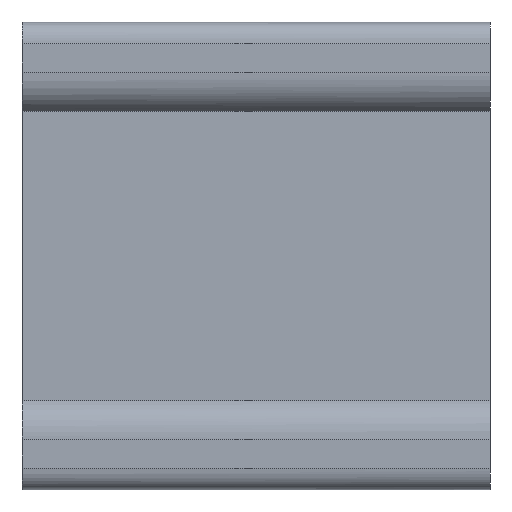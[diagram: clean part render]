
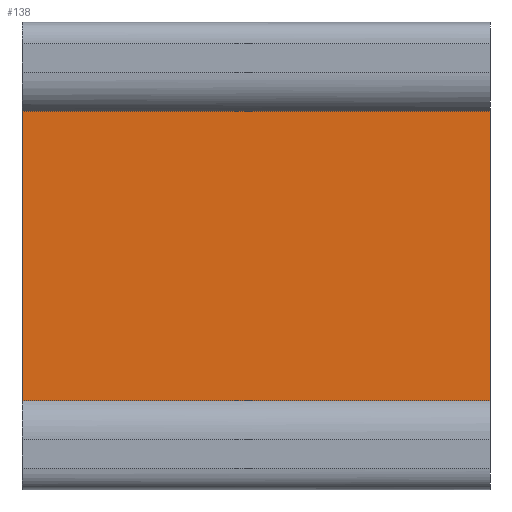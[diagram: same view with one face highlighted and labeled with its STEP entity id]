
A CAD part, top view. The second image highlights one B-rep face of the part: STEP entity #138.
In plain terms, the highlighted planar face has unit normal (0, 0, 1).
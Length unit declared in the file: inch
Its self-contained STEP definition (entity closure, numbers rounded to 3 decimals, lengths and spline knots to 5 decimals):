
#138=ADVANCED_FACE('',(#317),#318,.T.);
#317=FACE_OUTER_BOUND('',#592,.T.);
#318=PLANE('',#593);
#592=EDGE_LOOP('',(#986,#987,#988,#989));
#593=AXIS2_PLACEMENT_3D('',#990,#991,#992);
#986=ORIENTED_EDGE('',*,*,#1332,.T.);
#987=ORIENTED_EDGE('',*,*,#1373,.F.);
#988=ORIENTED_EDGE('',*,*,#1374,.T.);
#989=ORIENTED_EDGE('',*,*,#1349,.T.);
#990=CARTESIAN_POINT('',(-0.1875,0.61199,0.44974));
#991=DIRECTION('',(0.,0.0,1.0));
#992=DIRECTION('',(0.0,-1.0,0.0));
#1332=EDGE_CURVE('',#1528,#1526,#1529,.T.);
#1349=EDGE_CURVE('',#1558,#1528,#1559,.T.);
#1373=EDGE_CURVE('',#1597,#1526,#1598,.T.);
#1374=EDGE_CURVE('',#1597,#1558,#1599,.T.);
#1526=VERTEX_POINT('',#1821);
#1528=VERTEX_POINT('',#1825);
#1529=LINE('',#1826,#1827);
#1558=VERTEX_POINT('',#1877);
#1559=LINE('',#1878,#1879);
#1597=VERTEX_POINT('',#1938);
#1598=LINE('',#1939,#1940);
#1599=LINE('',#1941,#1942);
#1821=CARTESIAN_POINT('',(1.4063,1.10453,0.44974));
#1825=CARTESIAN_POINT('',(1.4063,0.11945,0.44974));
#1826=CARTESIAN_POINT('',(1.4063,1.10453,0.44974));
#1827=VECTOR('',#2179,1.0);
#1877=CARTESIAN_POINT('',(-0.1875,0.11945,0.44974));
#1878=CARTESIAN_POINT('',(-0.1875,0.11945,0.44974));
#1879=VECTOR('',#2189,1.0);
#1938=CARTESIAN_POINT('',(-0.1875,1.10453,0.44974));
#1939=CARTESIAN_POINT('',(-0.1875,1.10453,0.44974));
#1940=VECTOR('',#2206,1.0);
#1941=CARTESIAN_POINT('',(-0.1875,1.10453,0.44974));
#1942=VECTOR('',#2207,1.0);
#2179=DIRECTION('',(0.,1.0,0.0));
#2189=DIRECTION('',(1.0,0.,0.));
#2206=DIRECTION('',(1.0,0.,0.));
#2207=DIRECTION('',(0.0,-1.0,0.0));
